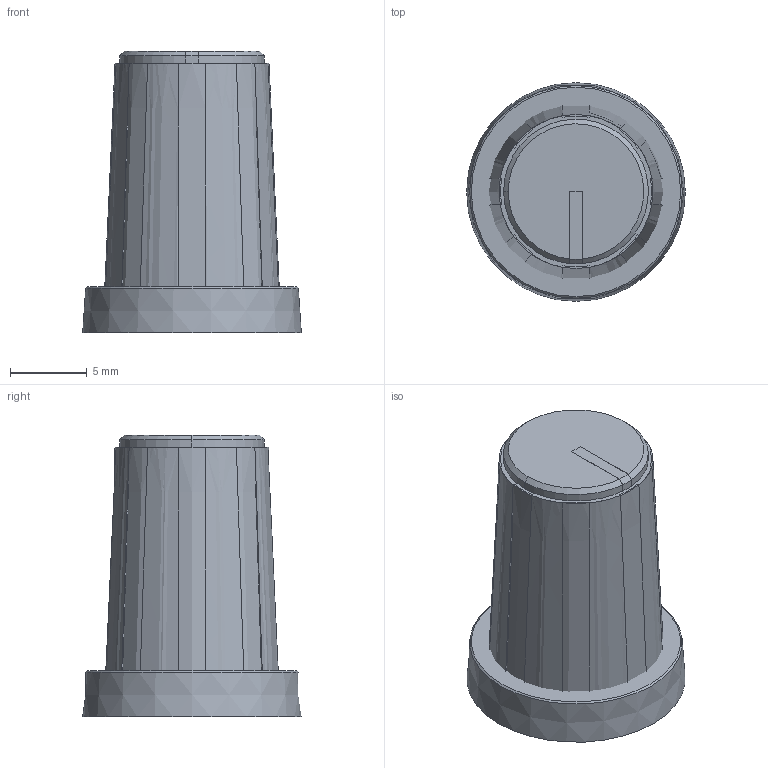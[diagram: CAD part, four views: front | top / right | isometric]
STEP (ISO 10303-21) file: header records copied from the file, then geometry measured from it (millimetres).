
FILE_DESCRIPTION(('FreeCAD Model'),'2;1');
FILE_NAME('Sifam_Knob_Small_Skirted_orange2.step', '2024-06-24T17:50:12',('Author'),(''), 'Open CASCADE STEP processor 7.3','FreeCAD','Unknown');
FILE_SCHEMA(('AUTOMOTIVE_DESIGN { 1 0 10303 214 1 1 1 1 }'));
Length unit declared in the file: millimetre
Products named in the file (5): Ridged_Body; White_Cap_Chamfered; Knob_Body; Base; Black_Marker_Chamfered
Bounding box: 14.2 x 14.2 x 18.3 mm (x, y, z)
Volume: 3704.1 mm3; surface area: 2193.9 mm2
Topology: 5 solids, 5 shells, 58 faces, 142 edges, 94 vertices
Faces by surface type: plane 34, cone 22, cylinder 2
Entity records: 2174 total; most frequent: DIRECTION 339, CARTESIAN_POINT 295, ORIENTED_EDGE 284, EDGE_CURVE 142, AXIS2_PLACEMENT_3D 138, VERTEX_POINT 94, LINE 63, VECTOR 63
